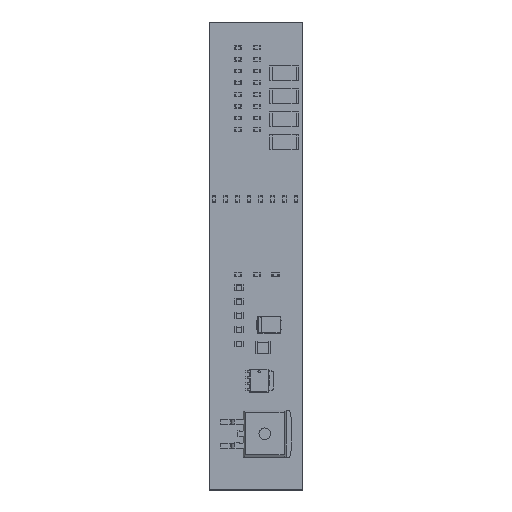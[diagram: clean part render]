
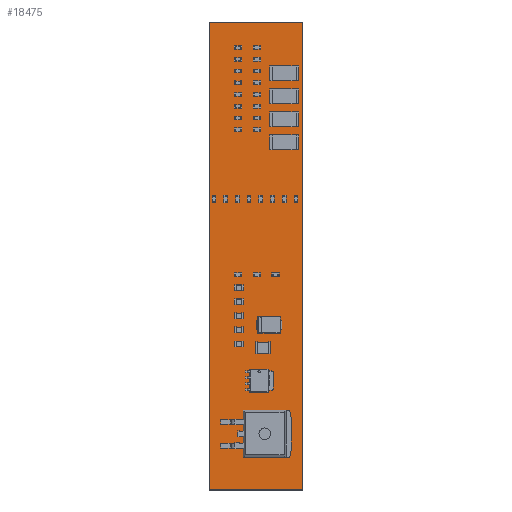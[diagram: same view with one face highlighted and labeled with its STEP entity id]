
A CAD part, top view. The second image highlights one B-rep face of the part: STEP entity #18475.
In plain terms, the highlighted planar face has unit normal (0, 0, 1).
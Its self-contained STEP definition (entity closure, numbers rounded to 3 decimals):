
#18346 = VERTEX_POINT('',#18347);
#18347 = CARTESIAN_POINT('',(179.,-132.,1.51));
#18353 = EDGE_CURVE('',#18346,#18354,#18356,.T.);
#18354 = VERTEX_POINT('',#18355);
#18355 = CARTESIAN_POINT('',(159.,-132.,1.51));
#18356 = LINE('',#18357,#18358);
#18357 = CARTESIAN_POINT('',(179.,-132.,1.51));
#18358 = VECTOR('',#18359,1.);
#18359 = DIRECTION('',(-1.,0.,0.));
#18384 = EDGE_CURVE('',#18354,#18385,#18387,.T.);
#18385 = VERTEX_POINT('',#18386);
#18386 = CARTESIAN_POINT('',(159.,-32.,1.51));
#18387 = LINE('',#18388,#18389);
#18388 = CARTESIAN_POINT('',(159.,-132.,1.51));
#18389 = VECTOR('',#18390,1.);
#18390 = DIRECTION('',(0.,1.,0.));
#18415 = EDGE_CURVE('',#18385,#18416,#18418,.T.);
#18416 = VERTEX_POINT('',#18417);
#18417 = CARTESIAN_POINT('',(179.,-32.,1.51));
#18418 = LINE('',#18419,#18420);
#18419 = CARTESIAN_POINT('',(159.,-32.,1.51));
#18420 = VECTOR('',#18421,1.);
#18421 = DIRECTION('',(1.,0.,0.));
#18446 = EDGE_CURVE('',#18416,#18346,#18447,.T.);
#18447 = LINE('',#18448,#18449);
#18448 = CARTESIAN_POINT('',(179.,-32.,1.51));
#18449 = VECTOR('',#18450,1.);
#18450 = DIRECTION('',(0.,-1.,0.));
#18475 = ADVANCED_FACE('',(#18476),#18482,.T.);
#18476 = FACE_BOUND('',#18477,.F.);
#18477 = EDGE_LOOP('',(#18478,#18479,#18480,#18481));
#18478 = ORIENTED_EDGE('',*,*,#18353,.T.);
#18479 = ORIENTED_EDGE('',*,*,#18384,.T.);
#18480 = ORIENTED_EDGE('',*,*,#18415,.T.);
#18481 = ORIENTED_EDGE('',*,*,#18446,.T.);
#18482 = PLANE('',#18483);
#18483 = AXIS2_PLACEMENT_3D('',#18484,#18485,#18486);
#18484 = CARTESIAN_POINT('',(0.,0.,1.51));
#18485 = DIRECTION('',(0.,0.,1.));
#18486 = DIRECTION('',(1.,0.,-0.));
